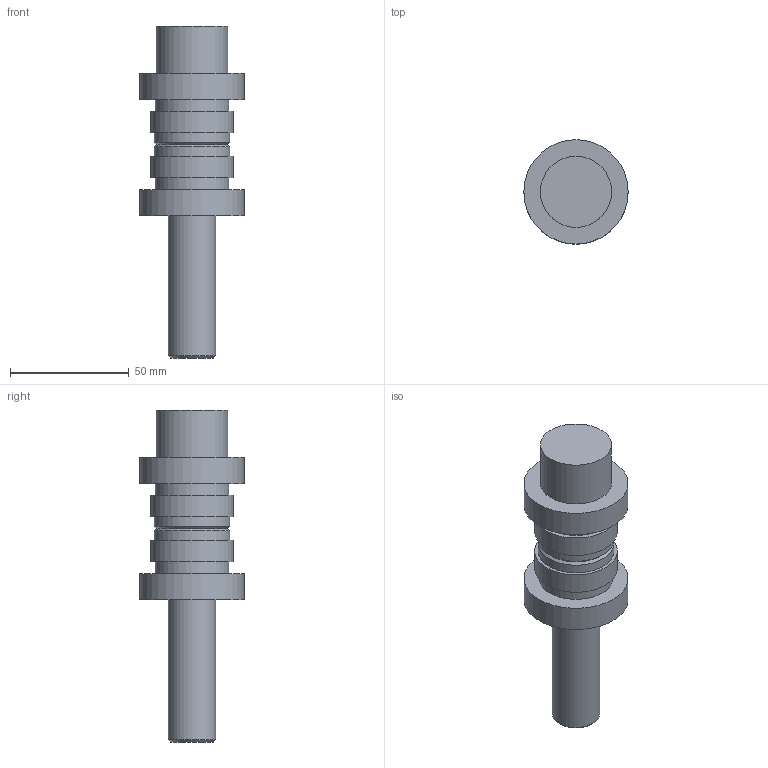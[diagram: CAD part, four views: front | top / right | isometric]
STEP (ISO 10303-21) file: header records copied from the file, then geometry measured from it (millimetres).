
FILE_DESCRIPTION(/* description */ (''),/* implementation_level */ '2;1');
FILE_NAME(/* name */ '210705 - Gabarit mesure boitier de pédalier v5.step',/* time_stamp */ '2021-05-11T15:38:17+02:00',/* author */ (''),/* organization */ (''),/* preprocessor_version */ 'ST-DEVELOPER v18.1',/* originating_system */ 'Autodesk Translation Framework v10.6.0.1341',/* authorisation */ '');
FILE_SCHEMA (('AUTOMOTIVE_DESIGN { 1 0 10303 214 3 1 1 }'));
Length unit declared in the file: millimetre
Products named in the file (4): 210705 - Gabarit mesure boitier de pédalier; Ecrou droit ; Axe ; Ecrou gauche 
Assembly tree (3 placements, depth 2):
  210705 - Gabarit mesure boitier de pédalier
    Ecrou droit 
    Axe 
    Ecrou gauche 
Bounding box: 44 x 44 x 140 mm (x, y, z)
Volume: 99021 mm3; surface area: 27049.2 mm2
Topology: 3 solids, 3 shells, 28 faces, 42 edges, 27 vertices
Faces by surface type: plane 13, cylinder 12, cone 3
Full cylindrical faces by diameter (mm): 20 x3, 30 x1, 31 x2, 32 x2, 34.801 x2, 44 x2
Entity records: 754 total; most frequent: DIRECTION 139, CARTESIAN_POINT 104, ORIENTED_EDGE 84, AXIS2_PLACEMENT_3D 62, EDGE_CURVE 42, EDGE_LOOP 39, FACE_OUTER_BOUND 28, ADVANCED_FACE 28
